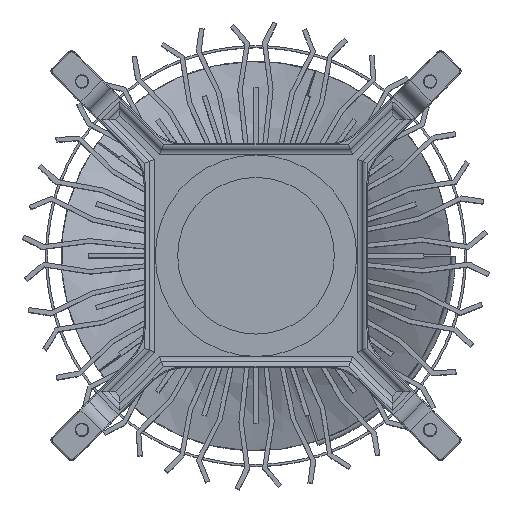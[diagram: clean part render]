
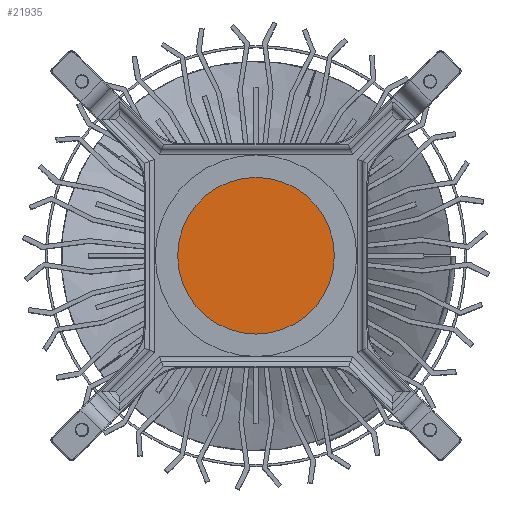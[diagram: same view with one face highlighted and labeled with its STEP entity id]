
A CAD part, top view. The second image highlights one B-rep face of the part: STEP entity #21935.
In plain terms, the highlighted planar face has unit normal (0, 0, 1).
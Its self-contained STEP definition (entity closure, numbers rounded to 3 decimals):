
#1410=PLANE('',#24045);
#2543=FACE_OUTER_BOUND('',#3764,.T.);
#3764=EDGE_LOOP('',(#19960));
#8718=CIRCLE('',#24043,17.5);
#10547=VERTEX_POINT('',#38274);
#13716=EDGE_CURVE('',#10547,#10547,#8718,.T.);
#19960=ORIENTED_EDGE('',*,*,#13716,.T.);
#21935=ADVANCED_FACE('',(#2543),#1410,.T.);
#24043=AXIS2_PLACEMENT_3D('',#38275,#29862,#29863);
#24045=AXIS2_PLACEMENT_3D('',#38279,#29867,#29868);
#29862=DIRECTION('center_axis',(0.,0.,1.));
#29863=DIRECTION('ref_axis',(-1.,0.,0.));
#29867=DIRECTION('center_axis',(0.,0.,1.));
#29868=DIRECTION('ref_axis',(-1.,0.,0.));
#38274=CARTESIAN_POINT('',(17.5,0.,3.4));
#38275=CARTESIAN_POINT('Origin',(0.,0.,3.4));
#38279=CARTESIAN_POINT('Origin',(0.,0.,3.4));
